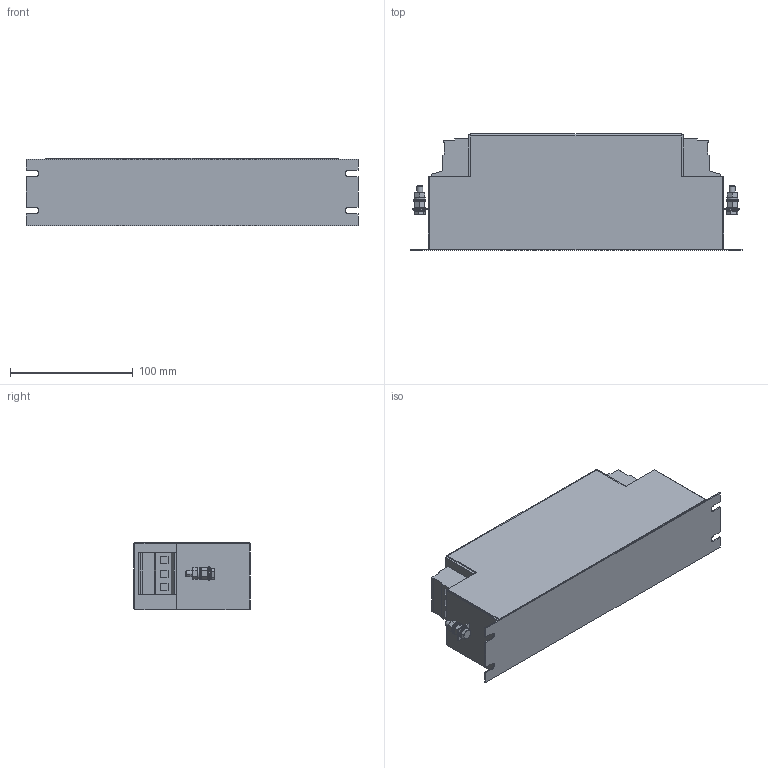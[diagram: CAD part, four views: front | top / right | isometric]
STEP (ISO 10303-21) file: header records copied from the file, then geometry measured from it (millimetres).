
FILE_DESCRIPTION (( 'STEP AP214' ), '1' );
FILE_NAME ('192839.STEP', '2020-05-28T22:24:35', ( '' ), ( '' ), 'SwSTEP 2.0', 'SolidWorks 2018', '' );
FILE_SCHEMA (( 'AUTOMOTIVE_DESIGN' ));
Length unit declared in the file: millimetre
Products named in the file (1): 192839
Bounding box: 270 x 95 x 55 mm (x, y, z)
Volume: 1174681 mm3; surface area: 85573.3 mm2
Topology: 1 solids, 1 shells, 443 faces, 1155 edges, 694 vertices
Faces by surface type: plane 274, cone 64, cylinder 53, bspline 44, torus 8
Entity records: 14217 total; most frequent: CARTESIAN_POINT 3949, ORIENTED_EDGE 2222, DIRECTION 1969, EDGE_CURVE 1111, VERTEX_POINT 694, AXIS2_PLACEMENT_3D 682, LINE 605, VECTOR 605
